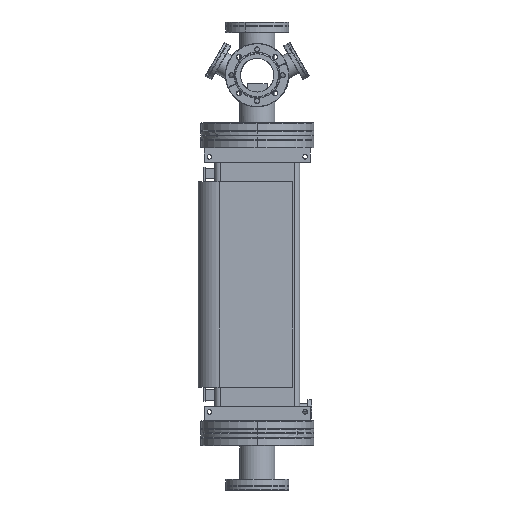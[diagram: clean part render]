
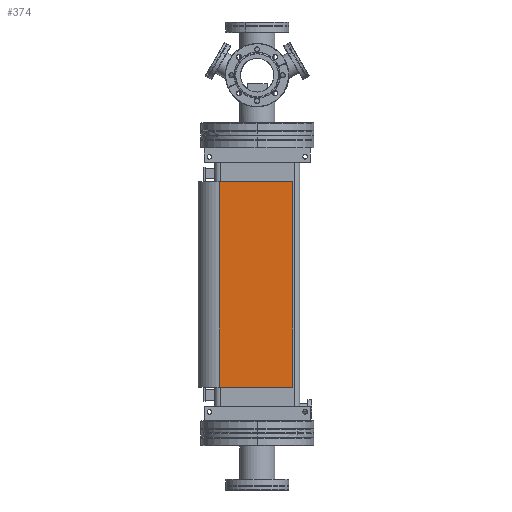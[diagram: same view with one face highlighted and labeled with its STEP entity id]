
A CAD part, front view. The second image highlights one B-rep face of the part: STEP entity #374.
In plain terms, the highlighted face is planar.
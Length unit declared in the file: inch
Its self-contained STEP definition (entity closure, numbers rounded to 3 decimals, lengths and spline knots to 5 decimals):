
#331 = DIRECTION ( 'NONE',  ( 0., 0., 1. ) ) ;
#374 = ADVANCED_FACE ( 'NONE', ( #6702 ), #36018, .T. ) ;
#4731 = VERTEX_POINT ( 'NONE', #34243 ) ;
#5499 = VERTEX_POINT ( 'NONE', #48848 ) ;
#5825 = ORIENTED_EDGE ( 'NONE', *, *, #31214, .T. ) ;
#5855 = DIRECTION ( 'NONE',  ( 0., 1., 0. ) ) ;
#6190 = ORIENTED_EDGE ( 'NONE', *, *, #21320, .T. ) ;
#6702 = FACE_OUTER_BOUND ( 'NONE', #23465, .T. ) ;
#7957 = EDGE_CURVE ( 'NONE', #4731, #5499, #31580, .T. ) ;
#9097 = DIRECTION ( 'NONE',  ( 1., 0., 0. ) ) ;
#9504 = VECTOR ( 'NONE', #331, 39.37008 ) ;
#9980 = VECTOR ( 'NONE', #26920, 39.37008 ) ;
#10492 = VERTEX_POINT ( 'NONE', #35939 ) ;
#12177 = LINE ( 'NONE', #16963, #36797 ) ;
#12485 = CARTESIAN_POINT ( 'NONE',  ( 2.815, 6.18, -14.5 ) ) ;
#14316 = EDGE_CURVE ( 'NONE', #5499, #26252, #24669, .T. ) ;
#16963 = CARTESIAN_POINT ( 'NONE',  ( 2.815, 6.18, -14.5 ) ) ;
#18981 = ORIENTED_EDGE ( 'NONE', *, *, #14316, .F. ) ;
#21104 = DIRECTION ( 'NONE',  ( 0., 0., 1. ) ) ;
#21320 = EDGE_CURVE ( 'NONE', #10492, #26252, #12177, .T. ) ;
#23465 = EDGE_LOOP ( 'NONE', ( #18981, #32942, #5825, #6190 ) ) ;
#24669 = LINE ( 'NONE', #30337, #9980 ) ;
#26252 = VERTEX_POINT ( 'NONE', #34318 ) ;
#26920 = DIRECTION ( 'NONE',  ( 0., 1., 0. ) ) ;
#29116 = CARTESIAN_POINT ( 'NONE',  ( 2.815, 6.18, -14.5 ) ) ;
#30337 = CARTESIAN_POINT ( 'NONE',  ( 2.815, 6.18, 0. ) ) ;
#30952 = VECTOR ( 'NONE', #5855, 39.37008 ) ;
#31214 = EDGE_CURVE ( 'NONE', #4731, #10492, #45648, .T. ) ;
#31580 = LINE ( 'NONE', #42783, #9504 ) ;
#32566 = DIRECTION ( 'NONE',  ( 0., 1., 0. ) ) ;
#32942 = ORIENTED_EDGE ( 'NONE', *, *, #7957, .F. ) ;
#33207 = AXIS2_PLACEMENT_3D ( 'NONE', #12485, #9097, #32566 ) ;
#34243 = CARTESIAN_POINT ( 'NONE',  ( 2.815, 1., -14.5 ) ) ;
#34318 = CARTESIAN_POINT ( 'NONE',  ( 2.815, 6.18, 0. ) ) ;
#35939 = CARTESIAN_POINT ( 'NONE',  ( 2.815, 6.18, -14.5 ) ) ;
#36018 = PLANE ( 'NONE',  #33207 ) ;
#36797 = VECTOR ( 'NONE', #21104, 39.37008 ) ;
#42783 = CARTESIAN_POINT ( 'NONE',  ( 2.815, 1., -14.5 ) ) ;
#45648 = LINE ( 'NONE', #29116, #30952 ) ;
#48848 = CARTESIAN_POINT ( 'NONE',  ( 2.815, 1., 0. ) ) ;
